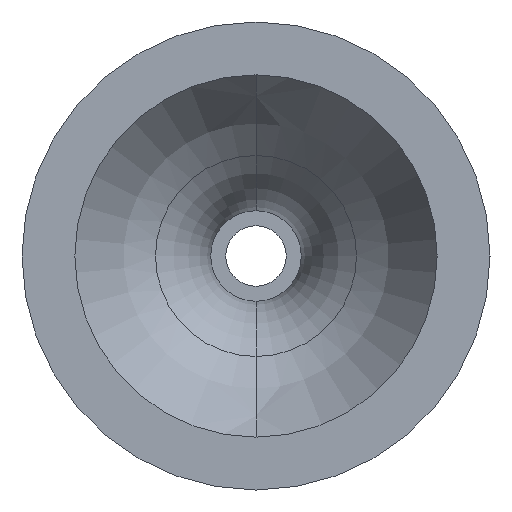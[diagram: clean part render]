
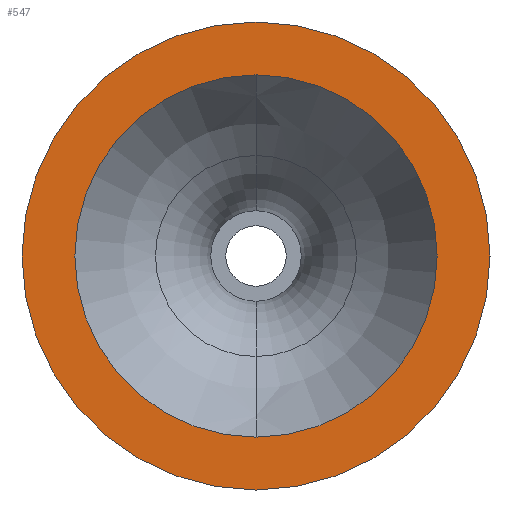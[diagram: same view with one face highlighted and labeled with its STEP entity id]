
A CAD part, left-side view. The second image highlights one B-rep face of the part: STEP entity #547.
In plain terms, the highlighted planar face has unit normal (-1, 0, 0).
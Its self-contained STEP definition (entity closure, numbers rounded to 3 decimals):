
#44 = ORIENTED_EDGE ( 'NONE', *, *, #224, .F. ) ;
#54 = CARTESIAN_POINT ( 'NONE',  ( 0., 0., 15.5 ) ) ;
#64 = EDGE_LOOP ( 'NONE', ( #294, #255 ) ) ;
#66 = VERTEX_POINT ( 'NONE', #54 ) ;
#77 = EDGE_CURVE ( 'NONE', #66, #183, #158, .T. ) ;
#85 = AXIS2_PLACEMENT_3D ( 'NONE', #220, #126, #545 ) ;
#106 = CARTESIAN_POINT ( 'NONE',  ( 0., 0., 0. ) ) ;
#111 = CIRCLE ( 'NONE', #514, 12. ) ;
#116 = CARTESIAN_POINT ( 'NONE',  ( 0., 12., 0. ) ) ;
#119 = AXIS2_PLACEMENT_3D ( 'NONE', #106, #160, #208 ) ;
#126 = DIRECTION ( 'NONE',  ( -1., 0., 0. ) ) ;
#132 = CARTESIAN_POINT ( 'NONE',  ( 0., 0., -15.5 ) ) ;
#155 = DIRECTION ( 'NONE',  ( 0., 0., -1. ) ) ;
#158 = CIRCLE ( 'NONE', #119, 15.5 ) ;
#160 = DIRECTION ( 'NONE',  ( -1., 0., 0. ) ) ;
#162 = EDGE_CURVE ( 'NONE', #183, #66, #555, .T. ) ;
#183 = VERTEX_POINT ( 'NONE', #132 ) ;
#197 = ORIENTED_EDGE ( 'NONE', *, *, #263, .F. ) ;
#198 = AXIS2_PLACEMENT_3D ( 'NONE', #633, #438, #269 ) ;
#208 = DIRECTION ( 'NONE',  ( 0., 0., 1. ) ) ;
#212 = PLANE ( 'NONE',  #321 ) ;
#220 = CARTESIAN_POINT ( 'NONE',  ( 0., 0., 0. ) ) ;
#224 = EDGE_CURVE ( 'NONE', #307, #477, #550, .T. ) ;
#255 = ORIENTED_EDGE ( 'NONE', *, *, #162, .T. ) ;
#263 = EDGE_CURVE ( 'NONE', #477, #307, #111, .T. ) ;
#269 = DIRECTION ( 'NONE',  ( 0., 0., 1. ) ) ;
#283 = EDGE_LOOP ( 'NONE', ( #44, #197 ) ) ;
#294 = ORIENTED_EDGE ( 'NONE', *, *, #77, .T. ) ;
#307 = VERTEX_POINT ( 'NONE', #563 ) ;
#321 = AXIS2_PLACEMENT_3D ( 'NONE', #116, #538, #155 ) ;
#338 = DIRECTION ( 'NONE',  ( -1., 0., 0. ) ) ;
#353 = FACE_BOUND ( 'NONE', #283, .T. ) ;
#438 = DIRECTION ( 'NONE',  ( -1., 0., 0. ) ) ;
#473 = FACE_OUTER_BOUND ( 'NONE', #64, .T. ) ;
#477 = VERTEX_POINT ( 'NONE', #679 ) ;
#514 = AXIS2_PLACEMENT_3D ( 'NONE', #549, #338, #609 ) ;
#538 = DIRECTION ( 'NONE',  ( 1., 0., 0. ) ) ;
#545 = DIRECTION ( 'NONE',  ( 0., 0., 1. ) ) ;
#547 = ADVANCED_FACE ( 'NONE', ( #353, #473 ), #212, .F. ) ;
#549 = CARTESIAN_POINT ( 'NONE',  ( 0., 0., 0. ) ) ;
#550 = CIRCLE ( 'NONE', #85, 12. ) ;
#555 = CIRCLE ( 'NONE', #198, 15.5 ) ;
#563 = CARTESIAN_POINT ( 'NONE',  ( 0., 0., 12. ) ) ;
#609 = DIRECTION ( 'NONE',  ( 0., 0., 1. ) ) ;
#633 = CARTESIAN_POINT ( 'NONE',  ( 0., 0., 0. ) ) ;
#679 = CARTESIAN_POINT ( 'NONE',  ( 0., 0., -12. ) ) ;
